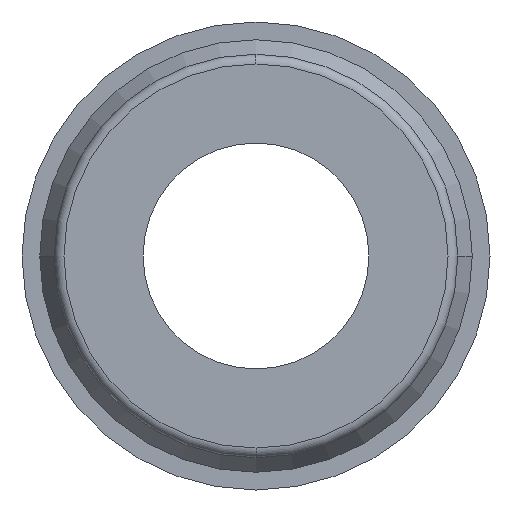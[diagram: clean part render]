
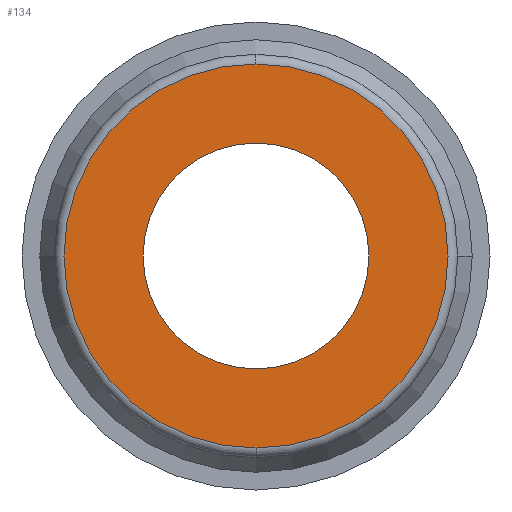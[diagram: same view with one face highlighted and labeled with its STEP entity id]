
A CAD part, front view. The second image highlights one B-rep face of the part: STEP entity #134.
In plain terms, the highlighted planar face has unit normal (0, -1, 0).
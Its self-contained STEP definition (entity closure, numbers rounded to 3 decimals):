
#134=ADVANCED_FACE('',(#291,#292),#293,.T.);
#291=FACE_BOUND('',#470,.T.);
#292=FACE_OUTER_BOUND('',#471,.T.);
#293=PLANE('',#472);
#470=EDGE_LOOP('',(#781,#782));
#471=EDGE_LOOP('',(#783,#784,#785));
#472=AXIS2_PLACEMENT_3D('',#786,#787,#788);
#781=ORIENTED_EDGE('',*,*,#1033,.T.);
#782=ORIENTED_EDGE('',*,*,#1105,.T.);
#783=ORIENTED_EDGE('',*,*,#1106,.F.);
#784=ORIENTED_EDGE('',*,*,#1107,.F.);
#785=ORIENTED_EDGE('',*,*,#1016,.F.);
#786=CARTESIAN_POINT('',(2.975,0.0,0.0));
#787=DIRECTION('',(-0.0,-1.0,-0.0));
#788=DIRECTION('',(-1.0,0.0,0.0));
#1016=EDGE_CURVE('',#1198,#1191,#1200,.T.);
#1033=EDGE_CURVE('',#1229,#1227,#1230,.T.);
#1105=EDGE_CURVE('',#1227,#1229,#1330,.T.);
#1106=EDGE_CURVE('',#1331,#1198,#1332,.T.);
#1107=EDGE_CURVE('',#1191,#1331,#1333,.T.);
#1191=VERTEX_POINT('',#1429);
#1198=VERTEX_POINT('',#1436);
#1200=CIRCLE('',#1438,5.95);
#1227=VERTEX_POINT('',#1469);
#1229=VERTEX_POINT('',#1472);
#1230=CIRCLE('',#1473,3.5);
#1330=CIRCLE('',#1594,3.5);
#1331=VERTEX_POINT('',#1595);
#1332=CIRCLE('',#1596,5.95);
#1333=CIRCLE('',#1597,5.95);
#1429=CARTESIAN_POINT('',(0.,0.0,5.95));
#1436=CARTESIAN_POINT('',(0.,0.0,-5.95));
#1438=AXIS2_PLACEMENT_3D('',#1708,#1709,#1710);
#1469=CARTESIAN_POINT('',(3.5,0.0,0.));
#1472=CARTESIAN_POINT('',(-3.5,0.0,0.));
#1473=AXIS2_PLACEMENT_3D('',#1737,#1738,#1739);
#1594=AXIS2_PLACEMENT_3D('',#1851,#1852,#1853);
#1595=CARTESIAN_POINT('',(5.95,0.0,0.0));
#1596=AXIS2_PLACEMENT_3D('',#1854,#1855,#1856);
#1597=AXIS2_PLACEMENT_3D('',#1857,#1858,#1859);
#1708=CARTESIAN_POINT('',(0.0,0.0,0.0));
#1709=DIRECTION('',(-0.0,1.0,0.0));
#1710=DIRECTION('',(1.0,0.0,0.0));
#1737=CARTESIAN_POINT('',(0.0,0.0,0.0));
#1738=DIRECTION('',(-0.0,1.0,0.0));
#1739=DIRECTION('',(1.0,0.0,0.0));
#1851=CARTESIAN_POINT('',(0.0,0.0,0.0));
#1852=DIRECTION('',(-0.0,1.0,0.0));
#1853=DIRECTION('',(1.0,0.0,0.0));
#1854=CARTESIAN_POINT('',(0.0,0.0,0.0));
#1855=DIRECTION('',(-0.0,1.0,0.0));
#1856=DIRECTION('',(1.0,0.0,0.0));
#1857=CARTESIAN_POINT('',(0.0,0.0,0.0));
#1858=DIRECTION('',(-0.0,1.0,0.0));
#1859=DIRECTION('',(1.0,0.0,0.0));
